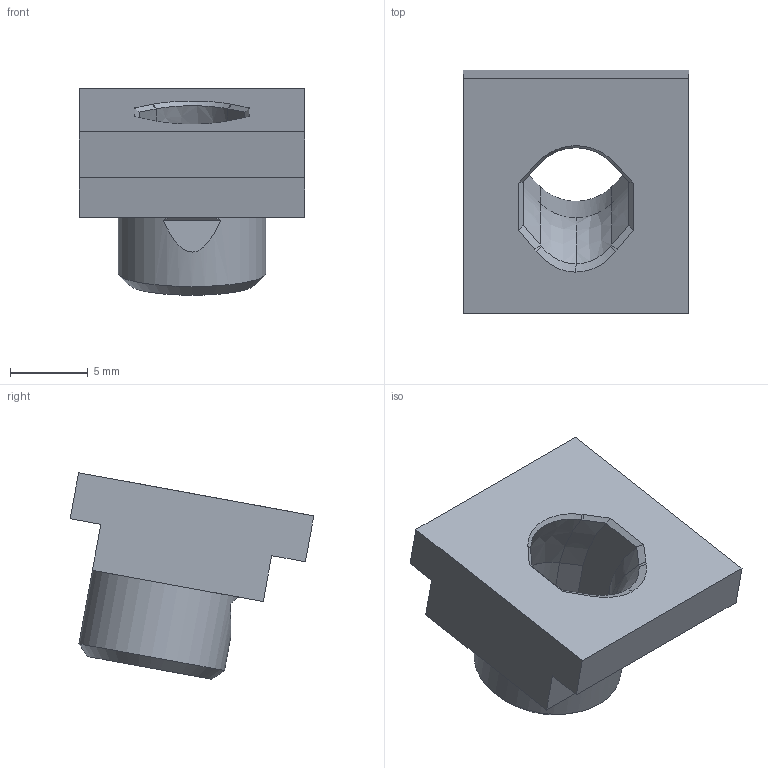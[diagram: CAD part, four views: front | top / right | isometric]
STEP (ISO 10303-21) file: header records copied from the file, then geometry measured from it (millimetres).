
FILE_DESCRIPTION(/* description */ (''),/* implementation_level */ '2;1');
FILE_NAME(/* name */ '26-magwell-feed-lip.step',/* time_stamp */ '2022-04-06T21:24:41+01:00',/* author */ (''),/* organization */ (''),/* preprocessor_version */ 'ST-DEVELOPER v18.1',/* originating_system */ 'Autodesk Translation Framework v10.13.0.1454',/* authorisation */ '');
FILE_SCHEMA (('AUTOMOTIVE_DESIGN { 1 0 10303 214 3 1 1 }'));
Length unit declared in the file: millimetre
Products named in the file (1): 26-magwell-feed-lip
Bounding box: 14.5 x 15.64 x 13.26 mm (x, y, z)
Volume: 1120.5 mm3; surface area: 1097.6 mm2
Topology: 1 solids, 1 shells, 44 faces, 118 edges, 76 vertices
Faces by surface type: plane 21, bspline 18, cylinder 3, cone 2
Full cylindrical faces by diameter (mm): 9.5 x1
Entity records: 1966 total; most frequent: CARTESIAN_POINT 992, ORIENTED_EDGE 236, DIRECTION 122, EDGE_CURVE 118, VERTEX_POINT 76, B_SPLINE_CURVE_WITH_KNOTS 53, LINE 50, VECTOR 50
